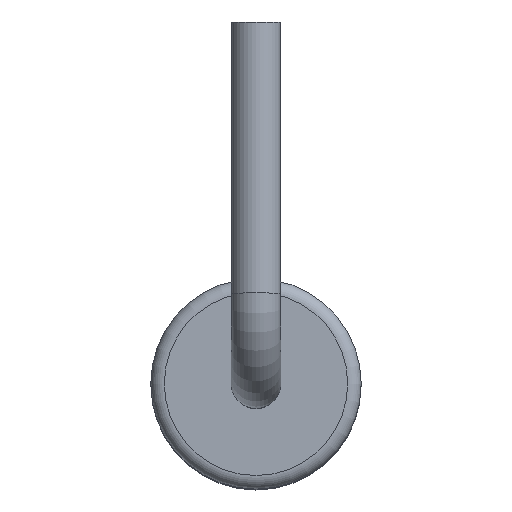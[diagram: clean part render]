
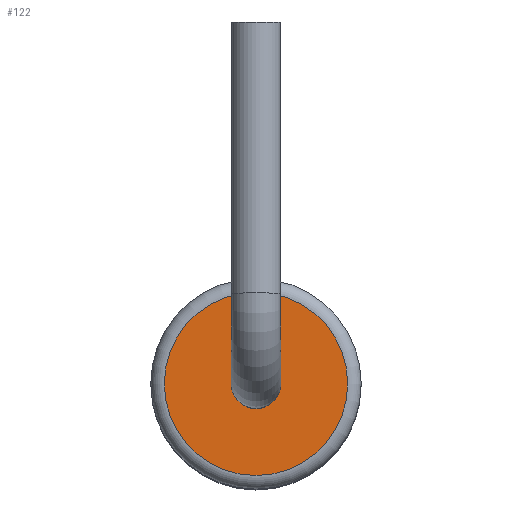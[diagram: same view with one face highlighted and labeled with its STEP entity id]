
A CAD part, top view. The second image highlights one B-rep face of the part: STEP entity #122.
In plain terms, the highlighted planar face has unit normal (0, 0, 1).
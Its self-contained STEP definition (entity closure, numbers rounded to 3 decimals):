
#101 = VERTEX_POINT('',#102);
#102 = CARTESIAN_POINT('',(1.015,0.,3.));
#111 = EDGE_CURVE('',#101,#101,#112,.T.);
#112 = CIRCLE('',#113,1.015);
#113 = AXIS2_PLACEMENT_3D('',#114,#115,#116);
#114 = CARTESIAN_POINT('',(0.,0.,3.));
#115 = DIRECTION('',(0.,0.,1.));
#116 = DIRECTION('',(1.,0.,0.));
#122 = ADVANCED_FACE('',(#123,#126),#137,.T.);
#123 = FACE_BOUND('',#124,.T.);
#124 = EDGE_LOOP('',(#125));
#125 = ORIENTED_EDGE('',*,*,#111,.T.);
#126 = FACE_BOUND('',#127,.T.);
#127 = EDGE_LOOP('',(#128));
#128 = ORIENTED_EDGE('',*,*,#129,.F.);
#129 = EDGE_CURVE('',#130,#130,#132,.T.);
#130 = VERTEX_POINT('',#131);
#131 = CARTESIAN_POINT('',(0.275,0.,3.));
#132 = CIRCLE('',#133,0.275);
#133 = AXIS2_PLACEMENT_3D('',#134,#135,#136);
#134 = CARTESIAN_POINT('',(0.,0.,3.));
#135 = DIRECTION('',(0.,0.,1.));
#136 = DIRECTION('',(1.,0.,0.));
#137 = PLANE('',#138);
#138 = AXIS2_PLACEMENT_3D('',#139,#140,#141);
#139 = CARTESIAN_POINT('',(0.,0.,3.));
#140 = DIRECTION('',(0.,0.,1.));
#141 = DIRECTION('',(1.,0.,0.));
